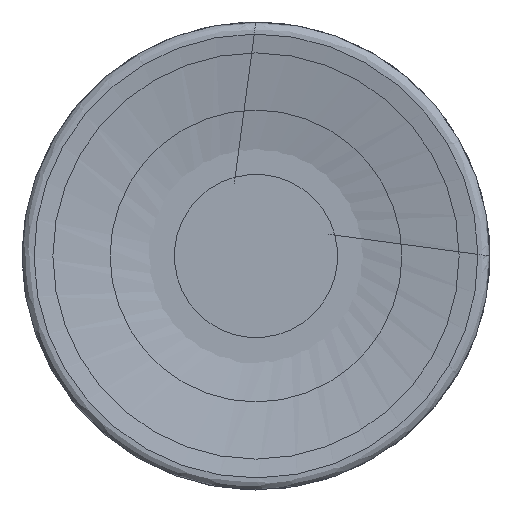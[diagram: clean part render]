
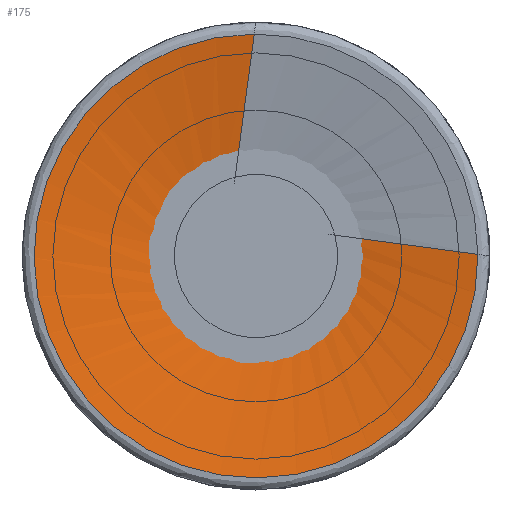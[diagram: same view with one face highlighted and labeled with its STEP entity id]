
A CAD part, left-side view. The second image highlights one B-rep face of the part: STEP entity #175.
In plain terms, the highlighted free-form (B-spline) face has degree [1, 3] with [2, 7] control points.
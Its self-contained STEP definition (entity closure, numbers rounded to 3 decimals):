
#36=LINE('',#1038,#52);
#37=LINE('',#1043,#53);
#52=VECTOR('',#808,1.);
#53=VECTOR('',#811,1.);
#94=FACE_OUTER_BOUND('',#265,.T.);
#123=(
BOUNDED_SURFACE()
B_SPLINE_SURFACE(1,3,((#1056,#1057,#1058,#1059,#1060,#1061,#1062),(#1063,
#1064,#1065,#1066,#1067,#1068,#1069)),.UNSPECIFIED.,.F.,.F.,.F.)
B_SPLINE_SURFACE_WITH_KNOTS((2,2),(4,3,4),(0.,1.),(0.,0.5,1.),
 .UNSPECIFIED.)
GEOMETRIC_REPRESENTATION_ITEM()
RATIONAL_B_SPLINE_SURFACE(((1.,0.589,0.589,1.,0.589,
0.589,1.),(1.,0.589,0.589,1.,0.589,
0.589,1.)))
REPRESENTATION_ITEM('')
SURFACE()
);
#175=ADVANCED_FACE('',(#94),#123,.F.);
#265=EDGE_LOOP('',(#342,#343,#344,#345));
#342=ORIENTED_EDGE('',*,*,#532,.F.);
#343=ORIENTED_EDGE('',*,*,#530,.F.);
#344=ORIENTED_EDGE('',*,*,#533,.T.);
#345=ORIENTED_EDGE('',*,*,#528,.F.);
#473=VERTEX_POINT('',#1039);
#474=VERTEX_POINT('',#1040);
#475=VERTEX_POINT('',#1042);
#476=VERTEX_POINT('',#1044);
#528=EDGE_CURVE('',#473,#474,#36,.T.);
#530=EDGE_CURVE('',#475,#476,#37,.T.);
#532=EDGE_CURVE('',#476,#473,#605,.T.);
#533=EDGE_CURVE('',#475,#474,#606,.T.);
#605=CIRCLE('',#684,8.537);
#606=CIRCLE('',#685,3.141);
#684=AXIS2_PLACEMENT_3D('',#1054,#814,#815);
#685=AXIS2_PLACEMENT_3D('',#1055,#816,#817);
#808=DIRECTION('',(0.174,0.131,-0.976));
#811=DIRECTION('',(-0.174,-0.976,-0.131));
#814=DIRECTION('',(1.,0.,0.));
#815=DIRECTION('',(0.,-1.,0.008));
#816=DIRECTION('',(1.,0.,0.));
#817=DIRECTION('',(0.,-0.967,0.256));
#1038=CARTESIAN_POINT('',(0.984,0.805,3.036));
#1039=CARTESIAN_POINT('',(0.006,0.068,8.537));
#1040=CARTESIAN_POINT('',(0.984,0.805,3.036));
#1042=CARTESIAN_POINT('',(0.984,-3.036,0.804));
#1043=CARTESIAN_POINT('',(0.984,-3.036,0.804));
#1044=CARTESIAN_POINT('',(0.006,-8.537,0.065));
#1054=CARTESIAN_POINT('',(0.006,0.,0.));
#1055=CARTESIAN_POINT('',(0.984,0.,0.));
#1056=CARTESIAN_POINT('',(0.984,-3.036,0.804));
#1057=CARTESIAN_POINT('',(0.984,-3.877,-2.374));
#1058=CARTESIAN_POINT('',(0.984,-1.264,-4.367));
#1059=CARTESIAN_POINT('',(0.984,1.578,-2.716));
#1060=CARTESIAN_POINT('',(0.984,4.42,-1.064));
#1061=CARTESIAN_POINT('',(0.984,3.982,2.194));
#1062=CARTESIAN_POINT('',(0.984,0.805,3.036));
#1063=CARTESIAN_POINT('',(0.006,-8.537,0.065));
#1064=CARTESIAN_POINT('',(0.006,-8.605,-8.869));
#1065=CARTESIAN_POINT('',(0.006,-0.377,-12.352));
#1066=CARTESIAN_POINT('',(0.006,5.989,-6.084));
#1067=CARTESIAN_POINT('',(0.006,12.356,0.184));
#1068=CARTESIAN_POINT('',(0.006,9.002,8.466));
#1069=CARTESIAN_POINT('',(0.006,0.068,8.537));
